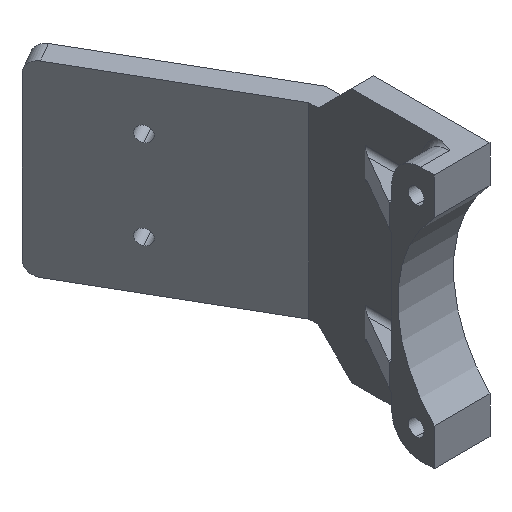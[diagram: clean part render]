
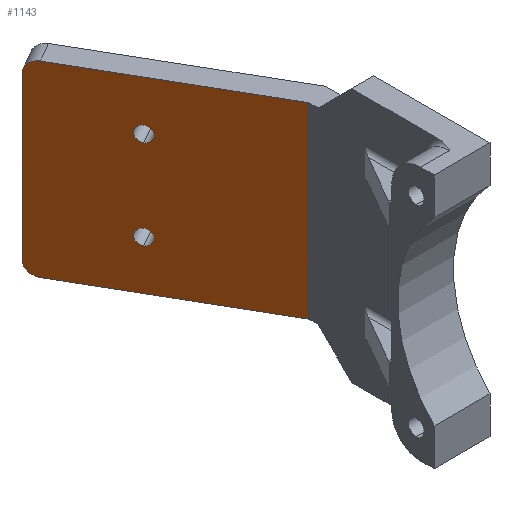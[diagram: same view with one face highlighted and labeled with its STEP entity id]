
A CAD part, isometric view. The second image highlights one B-rep face of the part: STEP entity #1143.
In plain terms, the highlighted planar face has unit normal (-0.866, -0.5, 0).
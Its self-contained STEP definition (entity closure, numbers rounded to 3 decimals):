
#19 = CIRCLE ( 'NONE', #1709, 1.7 ) ;
#55 = CARTESIAN_POINT ( 'NONE',  ( -27.026, 60.454, 18.809 ) ) ;
#83 = ORIENTED_EDGE ( 'NONE', *, *, #764, .T. ) ;
#105 = LINE ( 'NONE', #1052, #1042 ) ;
#188 = CIRCLE ( 'NONE', #214, 3. ) ;
#205 = DIRECTION ( 'NONE',  ( -0.5, 0.866, 0. ) ) ;
#214 = AXIS2_PLACEMENT_3D ( 'NONE', #1162, #1548, #220 ) ;
#220 = DIRECTION ( 'NONE',  ( 0., 0., -1. ) ) ;
#227 = DIRECTION ( 'NONE',  ( 0., 0., 1. ) ) ;
#235 = DIRECTION ( 'NONE',  ( 0., 0., 1. ) ) ;
#236 = ORIENTED_EDGE ( 'NONE', *, *, #1307, .F. ) ;
#247 = ORIENTED_EDGE ( 'NONE', *, *, #1394, .F. ) ;
#260 = EDGE_CURVE ( 'NONE', #492, #1621, #767, .T. ) ;
#276 = EDGE_LOOP ( 'NONE', ( #375, #83, #247, #1183, #525, #898 ) ) ;
#281 = DIRECTION ( 'NONE',  ( 0., 0., 1. ) ) ;
#302 = ORIENTED_EDGE ( 'NONE', *, *, #1551, .F. ) ;
#318 = CARTESIAN_POINT ( 'NONE',  ( -28.526, 63.052, -20.191 ) ) ;
#341 = EDGE_CURVE ( 'NONE', #988, #623, #188, .T. ) ;
#371 = DIRECTION ( 'NONE',  ( 0., 0., -1. ) ) ;
#372 = FACE_OUTER_BOUND ( 'NONE', #276, .T. ) ;
#374 = ORIENTED_EDGE ( 'NONE', *, *, #628, .F. ) ;
#375 = ORIENTED_EDGE ( 'NONE', *, *, #260, .F. ) ;
#378 = PLANE ( 'NONE',  #1155 ) ;
#395 = VERTEX_POINT ( 'NONE', #510 ) ;
#402 = EDGE_LOOP ( 'NONE', ( #431, #302 ) ) ;
#431 = ORIENTED_EDGE ( 'NONE', *, *, #1015, .F. ) ;
#478 = DIRECTION ( 'NONE',  ( -0.866, -0.5, 0. ) ) ;
#492 = VERTEX_POINT ( 'NONE', #1185 ) ;
#507 = FACE_BOUND ( 'NONE', #808, .T. ) ;
#508 = VERTEX_POINT ( 'NONE', #1227 ) ;
#510 = CARTESIAN_POINT ( 'NONE',  ( -18.526, 45.731, -10.491 ) ) ;
#525 = ORIENTED_EDGE ( 'NONE', *, *, #1540, .F. ) ;
#527 = CIRCLE ( 'NONE', #728, 1.7 ) ;
#565 = DIRECTION ( 'NONE',  ( -0.866, -0.5, 0. ) ) ;
#610 = VERTEX_POINT ( 'NONE', #1362 ) ;
#617 = DIRECTION ( 'NONE',  ( -0.866, -0.5, 0. ) ) ;
#623 = VERTEX_POINT ( 'NONE', #1134 ) ;
#628 = EDGE_CURVE ( 'NONE', #635, #395, #19, .T. ) ;
#635 = VERTEX_POINT ( 'NONE', #1382 ) ;
#679 = VERTEX_POINT ( 'NONE', #1728 ) ;
#699 = CARTESIAN_POINT ( 'NONE',  ( -18.526, 45.731, -12.191 ) ) ;
#718 = LINE ( 'NONE', #1537, #1131 ) ;
#728 = AXIS2_PLACEMENT_3D ( 'NONE', #1004, #617, #730 ) ;
#730 = DIRECTION ( 'NONE',  ( 0., 0., -1. ) ) ;
#755 = CARTESIAN_POINT ( 'NONE',  ( -12.526, 35.339, -44.793 ) ) ;
#764 = EDGE_CURVE ( 'NONE', #492, #610, #1693, .T. ) ;
#767 = LINE ( 'NONE', #1701, #1347 ) ;
#771 = EDGE_CURVE ( 'NONE', #1478, #1621, #1629, .T. ) ;
#778 = DIRECTION ( 'NONE',  ( 0., 0., -1. ) ) ;
#783 = AXIS2_PLACEMENT_3D ( 'NONE', #1176, #1588, #371 ) ;
#802 = CARTESIAN_POINT ( 'NONE',  ( -27.026, 60.454, -23.191 ) ) ;
#808 = EDGE_LOOP ( 'NONE', ( #236, #374 ) ) ;
#898 = ORIENTED_EDGE ( 'NONE', *, *, #771, .T. ) ;
#959 = CARTESIAN_POINT ( 'NONE',  ( -18.526, 45.731, -12.191 ) ) ;
#986 = CIRCLE ( 'NONE', #1437, 1.7 ) ;
#988 = VERTEX_POINT ( 'NONE', #55 ) ;
#1004 = CARTESIAN_POINT ( 'NONE',  ( -18.526, 45.731, 7.809 ) ) ;
#1015 = EDGE_CURVE ( 'NONE', #679, #508, #527, .T. ) ;
#1042 = VECTOR ( 'NONE', #227, 1000. ) ;
#1048 = DIRECTION ( 'NONE',  ( 0.5, -0.866, 0. ) ) ;
#1052 = CARTESIAN_POINT ( 'NONE',  ( -28.526, 63.052, 0. ) ) ;
#1131 = VECTOR ( 'NONE', #1523, 1000. ) ;
#1134 = CARTESIAN_POINT ( 'NONE',  ( -28.526, 63.052, 15.809 ) ) ;
#1143 = ADVANCED_FACE ( 'NONE', ( #372, #507, #1697 ), #378, .T. ) ;
#1155 = AXIS2_PLACEMENT_3D ( 'NONE', #755, #1703, #1048 ) ;
#1162 = CARTESIAN_POINT ( 'NONE',  ( -27.026, 60.454, 15.809 ) ) ;
#1176 = CARTESIAN_POINT ( 'NONE',  ( -18.526, 45.731, 7.809 ) ) ;
#1183 = ORIENTED_EDGE ( 'NONE', *, *, #341, .T. ) ;
#1185 = CARTESIAN_POINT ( 'NONE',  ( -5., 22.304, -23.191 ) ) ;
#1227 = CARTESIAN_POINT ( 'NONE',  ( -18.526, 45.731, 6.109 ) ) ;
#1282 = CARTESIAN_POINT ( 'NONE',  ( -5., 22.304, -44.793 ) ) ;
#1307 = EDGE_CURVE ( 'NONE', #395, #635, #986, .T. ) ;
#1347 = VECTOR ( 'NONE', #205, 1000. ) ;
#1362 = CARTESIAN_POINT ( 'NONE',  ( -5., 22.304, 18.809 ) ) ;
#1382 = CARTESIAN_POINT ( 'NONE',  ( -18.526, 45.731, -13.891 ) ) ;
#1394 = EDGE_CURVE ( 'NONE', #988, #610, #718, .T. ) ;
#1406 = VECTOR ( 'NONE', #235, 1000. ) ;
#1437 = AXIS2_PLACEMENT_3D ( 'NONE', #959, #1600, #281 ) ;
#1478 = VERTEX_POINT ( 'NONE', #318 ) ;
#1507 = DIRECTION ( 'NONE',  ( 0., 0., 1. ) ) ;
#1518 = CIRCLE ( 'NONE', #783, 1.7 ) ;
#1523 = DIRECTION ( 'NONE',  ( 0.5, -0.866, 0. ) ) ;
#1537 = CARTESIAN_POINT ( 'NONE',  ( -12.526, 35.339, 18.809 ) ) ;
#1540 = EDGE_CURVE ( 'NONE', #1478, #623, #105, .T. ) ;
#1548 = DIRECTION ( 'NONE',  ( -0.866, -0.5, 0. ) ) ;
#1551 = EDGE_CURVE ( 'NONE', #508, #679, #1518, .T. ) ;
#1588 = DIRECTION ( 'NONE',  ( -0.866, -0.5, 0. ) ) ;
#1598 = AXIS2_PLACEMENT_3D ( 'NONE', #1682, #478, #778 ) ;
#1600 = DIRECTION ( 'NONE',  ( -0.866, -0.5, 0. ) ) ;
#1621 = VERTEX_POINT ( 'NONE', #802 ) ;
#1629 = CIRCLE ( 'NONE', #1598, 3. ) ;
#1682 = CARTESIAN_POINT ( 'NONE',  ( -27.026, 60.454, -20.191 ) ) ;
#1693 = LINE ( 'NONE', #1282, #1406 ) ;
#1697 = FACE_BOUND ( 'NONE', #402, .T. ) ;
#1701 = CARTESIAN_POINT ( 'NONE',  ( -12.526, 35.339, -23.191 ) ) ;
#1703 = DIRECTION ( 'NONE',  ( -0.866, -0.5, 0. ) ) ;
#1709 = AXIS2_PLACEMENT_3D ( 'NONE', #699, #565, #1507 ) ;
#1728 = CARTESIAN_POINT ( 'NONE',  ( -18.526, 45.731, 9.509 ) ) ;
